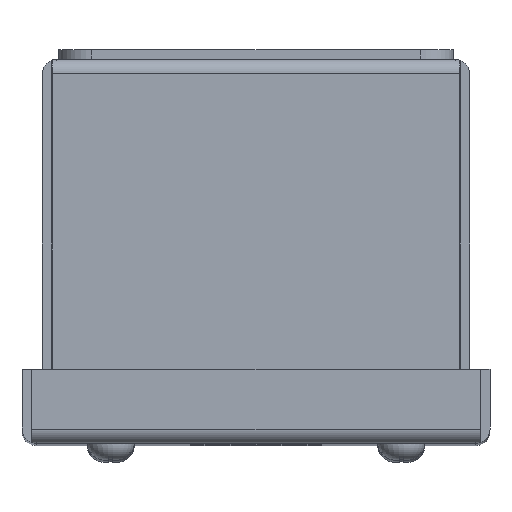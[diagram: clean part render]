
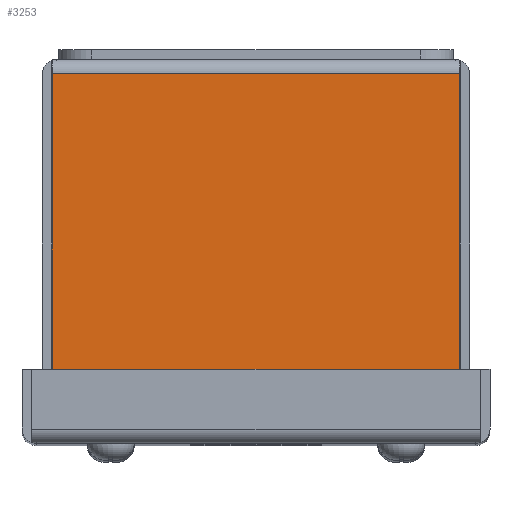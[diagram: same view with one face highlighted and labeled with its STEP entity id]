
A CAD part, top view. The second image highlights one B-rep face of the part: STEP entity #3253.
In plain terms, the highlighted planar face has unit normal (0, 0, 1).
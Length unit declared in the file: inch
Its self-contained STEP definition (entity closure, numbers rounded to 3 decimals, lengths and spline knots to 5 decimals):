
#293 = DIRECTION ( 'NONE',  ( 0., 0., -1. ) ) ;
#1800 = EDGE_CURVE ( 'NONE', #4243, #2579, #10074, .T. ) ;
#2474 = DIRECTION ( 'NONE',  ( 1., 0., 0. ) ) ;
#2579 = VERTEX_POINT ( 'NONE', #12926 ) ;
#2727 = EDGE_CURVE ( 'NONE', #3839, #6798, #14903, .T. ) ;
#3253 = ADVANCED_FACE ( 'NONE', ( #6085 ), #18376, .F. ) ;
#3298 = CARTESIAN_POINT ( 'NONE',  ( 10.781, 0., 5.125 ) ) ;
#3520 = VECTOR ( 'NONE', #7410, 39.37008 ) ;
#3672 = EDGE_LOOP ( 'NONE', ( #6820, #15512, #10287, #8955 ) ) ;
#3839 = VERTEX_POINT ( 'NONE', #19483 ) ;
#4243 = VERTEX_POINT ( 'NONE', #17687 ) ;
#4601 = DIRECTION ( 'NONE',  ( -1., 0., 0. ) ) ;
#4803 = CARTESIAN_POINT ( 'NONE',  ( -1.55221, 39.37008, 5.125 ) ) ;
#6085 = FACE_OUTER_BOUND ( 'NONE', #3672, .T. ) ;
#6256 = LINE ( 'NONE', #14028, #13493 ) ;
#6679 = VECTOR ( 'NONE', #2474, 39.37008 ) ;
#6694 = LINE ( 'NONE', #4803, #12506 ) ;
#6798 = VERTEX_POINT ( 'NONE', #12943 ) ;
#6820 = ORIENTED_EDGE ( 'NONE', *, *, #2727, .F. ) ;
#7410 = DIRECTION ( 'NONE',  ( -1., 0., 0. ) ) ;
#8955 = ORIENTED_EDGE ( 'NONE', *, *, #13979, .T. ) ;
#10074 = LINE ( 'NONE', #16156, #6679 ) ;
#10287 = ORIENTED_EDGE ( 'NONE', *, *, #1800, .F. ) ;
#12506 = VECTOR ( 'NONE', #12779, 39.37008 ) ;
#12779 = DIRECTION ( 'NONE',  ( 0., -1., 0. ) ) ;
#12926 = CARTESIAN_POINT ( 'NONE',  ( 1.55221, -0.108, 5.125 ) ) ;
#12943 = CARTESIAN_POINT ( 'NONE',  ( -1.55221, -2.642, 5.125 ) ) ;
#13493 = VECTOR ( 'NONE', #18729, 39.37008 ) ;
#13979 = EDGE_CURVE ( 'NONE', #4243, #6798, #6694, .T. ) ;
#14028 = CARTESIAN_POINT ( 'NONE',  ( 1.55221, 39.37008, 5.125 ) ) ;
#14658 = EDGE_CURVE ( 'NONE', #2579, #3839, #6256, .T. ) ;
#14903 = LINE ( 'NONE', #19295, #3520 ) ;
#14992 = AXIS2_PLACEMENT_3D ( 'NONE', #3298, #293, #4601 ) ;
#15512 = ORIENTED_EDGE ( 'NONE', *, *, #14658, .F. ) ;
#16156 = CARTESIAN_POINT ( 'NONE',  ( -1.517, -0.108, 5.125 ) ) ;
#17687 = CARTESIAN_POINT ( 'NONE',  ( -1.55221, -0.108, 5.125 ) ) ;
#18376 = PLANE ( 'NONE',  #14992 ) ;
#18729 = DIRECTION ( 'NONE',  ( 0., -1., 0. ) ) ;
#19295 = CARTESIAN_POINT ( 'NONE',  ( 10.781, -2.642, 5.125 ) ) ;
#19483 = CARTESIAN_POINT ( 'NONE',  ( 1.55221, -2.642, 5.125 ) ) ;
